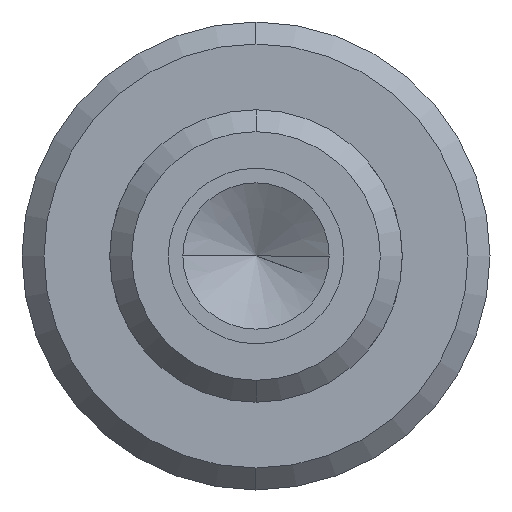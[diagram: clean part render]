
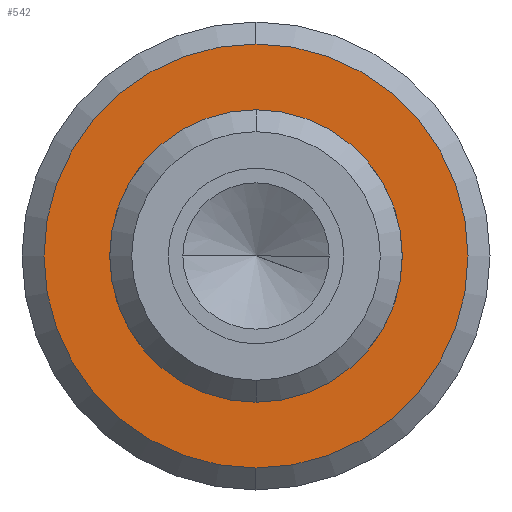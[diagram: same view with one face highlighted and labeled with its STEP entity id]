
A CAD part, left-side view. The second image highlights one B-rep face of the part: STEP entity #542.
In plain terms, the highlighted planar face has unit normal (-1, 0, 0).
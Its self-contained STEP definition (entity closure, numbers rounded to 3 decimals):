
#132=CARTESIAN_POINT('',(40.0,0.,10.));
#133=VERTEX_POINT('',#132);
#142=CARTESIAN_POINT('',(40.0,0.,-10.));
#143=VERTEX_POINT('',#142);
#144=CARTESIAN_POINT('',(40.0,0.,0.));
#145=DIRECTION('',(-1.0,0.0,0.0));
#146=DIRECTION('',(0.0,0.0,1.0));
#147=AXIS2_PLACEMENT_3D('',#144,#145,#146);
#148=CIRCLE('',#147,10.);
#149=EDGE_CURVE('',#133,#143,#148,.T.);
#324=CARTESIAN_POINT('',(40.0,0.,14.5));
#325=VERTEX_POINT('',#324);
#332=CARTESIAN_POINT('',(40.0,0.,-14.5));
#333=VERTEX_POINT('',#332);
#334=CARTESIAN_POINT('',(40.0,0.,0.));
#335=DIRECTION('',(1.0,0.0,0.0));
#336=DIRECTION('',(0.0,0.0,1.0));
#337=AXIS2_PLACEMENT_3D('',#334,#335,#336);
#338=CIRCLE('',#337,14.5);
#339=EDGE_CURVE('',#325,#333,#338,.T.);
#517=CARTESIAN_POINT('',(40.0,0.,7.25));
#518=DIRECTION('',(-1.0,0.0,0.0));
#519=DIRECTION('',(0.0,-1.0,0.0));
#520=AXIS2_PLACEMENT_3D('',#517,#518,#519);
#521=PLANE('',#520);
#522=ORIENTED_EDGE('',*,*,#339,.F.);
#523=CARTESIAN_POINT('',(40.0,0.,0.));
#524=DIRECTION('',(1.0,0.0,0.0));
#525=DIRECTION('',(0.0,0.0,1.0));
#526=AXIS2_PLACEMENT_3D('',#523,#524,#525);
#527=CIRCLE('',#526,14.5);
#528=EDGE_CURVE('',#333,#325,#527,.T.);
#529=ORIENTED_EDGE('',*,*,#528,.F.);
#530=EDGE_LOOP('',(#522,#529));
#531=FACE_OUTER_BOUND('',#530,.T.);
#532=ORIENTED_EDGE('',*,*,#149,.F.);
#533=CARTESIAN_POINT('',(40.0,0.,0.));
#534=DIRECTION('',(-1.0,0.0,0.0));
#535=DIRECTION('',(0.0,0.0,1.0));
#536=AXIS2_PLACEMENT_3D('',#533,#534,#535);
#537=CIRCLE('',#536,10.);
#538=EDGE_CURVE('',#143,#133,#537,.T.);
#539=ORIENTED_EDGE('',*,*,#538,.F.);
#540=EDGE_LOOP('',(#532,#539));
#541=FACE_BOUND('',#540,.T.);
#542=ADVANCED_FACE('',(#531,#541),#521,.T.);
